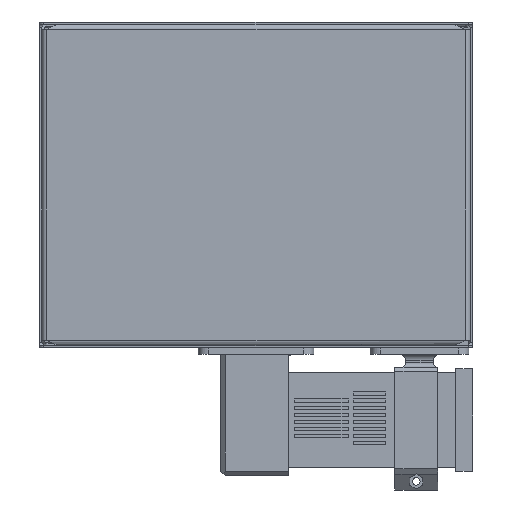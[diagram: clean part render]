
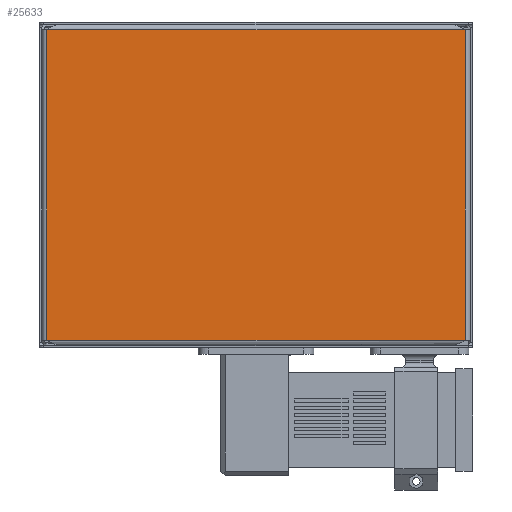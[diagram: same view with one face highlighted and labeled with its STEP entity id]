
A CAD part, front view. The second image highlights one B-rep face of the part: STEP entity #25633.
In plain terms, the highlighted planar face has unit normal (0, -1, 0).
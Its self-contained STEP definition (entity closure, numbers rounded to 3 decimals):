
#1066=LINE('',#41893,#3883);
#1110=LINE('',#42310,#3927);
#1154=LINE('',#42493,#3971);
#1155=LINE('',#42495,#3972);
#3883=VECTOR('',#34702,1000.);
#3927=VECTOR('',#34812,1000.);
#3971=VECTOR('',#34902,1000.);
#3972=VECTOR('',#34905,1000.);
#7043=ORIENTED_EDGE('',*,*,#14236,.T.);
#7044=ORIENTED_EDGE('',*,*,#14116,.T.);
#7045=ORIENTED_EDGE('',*,*,#14237,.T.);
#7046=ORIENTED_EDGE('',*,*,#14184,.T.);
#14116=EDGE_CURVE('',#17756,#17757,#1066,.T.);
#14184=EDGE_CURVE('',#17796,#17797,#1110,.T.);
#14236=EDGE_CURVE('',#17797,#17756,#1154,.T.);
#14237=EDGE_CURVE('',#17757,#17796,#1155,.T.);
#17756=VERTEX_POINT('',#41894);
#17757=VERTEX_POINT('',#41895);
#17796=VERTEX_POINT('',#42311);
#17797=VERTEX_POINT('',#42312);
#20771=EDGE_LOOP('',(#7043,#7044,#7045,#7046));
#22680=FACE_BOUND('',#20771,.T.);
#24527=PLANE('',#32612);
#25633=ADVANCED_FACE('',(#22680),#24527,.T.);
#32612=AXIS2_PLACEMENT_3D('',#42494,#34903,#34904);
#34702=DIRECTION('',(-1.,0.,0.));
#34812=DIRECTION('',(1.,0.,0.));
#34902=DIRECTION('',(0.,0.,1.));
#34903=DIRECTION('',(0.,-1.,0.));
#34904=DIRECTION('',(0.,0.,-1.));
#34905=DIRECTION('',(0.,0.,-1.));
#41893=CARTESIAN_POINT('',(197.5,0.,-2.5));
#41894=CARTESIAN_POINT('',(197.5,0.,-2.5));
#41895=CARTESIAN_POINT('',(2.5,0.,-2.5));
#42310=CARTESIAN_POINT('',(2.5,0.,-147.5));
#42311=CARTESIAN_POINT('',(2.5,0.,-147.5));
#42312=CARTESIAN_POINT('',(197.5,0.,-147.5));
#42493=CARTESIAN_POINT('',(197.5,0.,0.));
#42494=CARTESIAN_POINT('',(0.,0.,0.));
#42495=CARTESIAN_POINT('',(2.5,0.,-150.));
